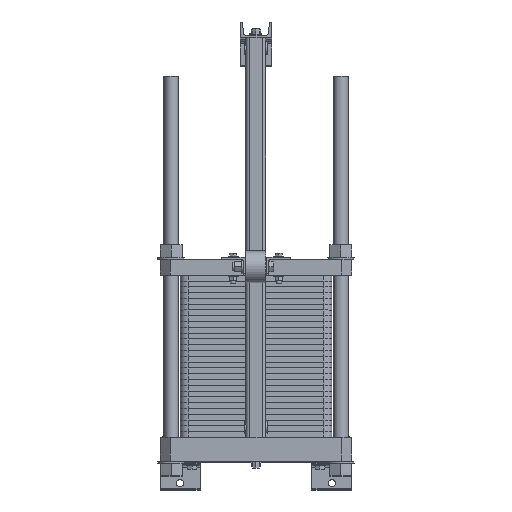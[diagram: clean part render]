
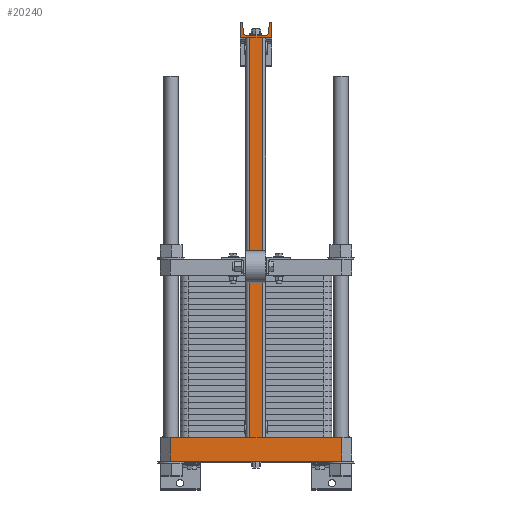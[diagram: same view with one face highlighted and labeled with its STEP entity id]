
A CAD part, top view. The second image highlights one B-rep face of the part: STEP entity #20240.
In plain terms, the highlighted planar face has unit normal (0, 0, 1).
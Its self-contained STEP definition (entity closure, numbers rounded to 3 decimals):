
#2835=LINE('',#30476,#5097);
#2836=LINE('',#30496,#5098);
#2837=LINE('',#30498,#5099);
#2838=LINE('',#30500,#5100);
#2839=LINE('',#30502,#5101);
#2840=LINE('',#30504,#5102);
#2841=LINE('',#30506,#5103);
#2842=LINE('',#30508,#5104);
#2843=LINE('',#30510,#5105);
#2844=LINE('',#30512,#5106);
#2845=LINE('',#30516,#5107);
#2846=LINE('',#30520,#5108);
#2847=LINE('',#30524,#5109);
#2848=LINE('',#30528,#5110);
#2849=LINE('',#30530,#5111);
#2850=LINE('',#30531,#5112);
#5097=VECTOR('',#23597,1.);
#5098=VECTOR('',#23602,10.);
#5099=VECTOR('',#23603,10.);
#5100=VECTOR('',#23604,10.);
#5101=VECTOR('',#23605,10.);
#5102=VECTOR('',#23606,10.);
#5103=VECTOR('',#23607,10.);
#5104=VECTOR('',#23608,10.);
#5105=VECTOR('',#23609,10.);
#5106=VECTOR('',#23610,10.);
#5107=VECTOR('',#23613,10.);
#5108=VECTOR('',#23616,10.);
#5109=VECTOR('',#23619,10.);
#5110=VECTOR('',#23622,10.);
#5111=VECTOR('',#23623,10.);
#5112=VECTOR('',#23624,10.);
#7321=PLANE('',#21260);
#8317=FACE_OUTER_BOUND('',#9279,.T.);
#9279=EDGE_LOOP('',(#15690,#15691,#15692,#15693,#15694,#15695,#15696,#15697,
#15698,#15699,#15700,#15701,#15702,#15703,#15704,#15705,#15706,#15707,#15708,
#15709));
#10544=CIRCLE('',#21261,4.);
#10545=CIRCLE('',#21262,8.);
#10546=CIRCLE('',#21263,8.);
#10547=CIRCLE('',#21264,4.);
#11848=VERTEX_POINT('',#30473);
#11849=VERTEX_POINT('',#30475);
#11850=VERTEX_POINT('',#30495);
#11851=VERTEX_POINT('',#30497);
#11852=VERTEX_POINT('',#30499);
#11853=VERTEX_POINT('',#30501);
#11854=VERTEX_POINT('',#30503);
#11855=VERTEX_POINT('',#30505);
#11856=VERTEX_POINT('',#30507);
#11857=VERTEX_POINT('',#30509);
#11858=VERTEX_POINT('',#30511);
#11859=VERTEX_POINT('',#30513);
#11860=VERTEX_POINT('',#30515);
#11861=VERTEX_POINT('',#30517);
#11862=VERTEX_POINT('',#30519);
#11863=VERTEX_POINT('',#30521);
#11864=VERTEX_POINT('',#30523);
#11865=VERTEX_POINT('',#30525);
#11866=VERTEX_POINT('',#30527);
#11867=VERTEX_POINT('',#30529);
#13403=EDGE_CURVE('',#11849,#11848,#2835,.T.);
#13406=EDGE_CURVE('',#11848,#11850,#2836,.T.);
#13407=EDGE_CURVE('',#11850,#11851,#2837,.T.);
#13408=EDGE_CURVE('',#11852,#11851,#2838,.T.);
#13409=EDGE_CURVE('',#11853,#11852,#2839,.T.);
#13410=EDGE_CURVE('',#11853,#11854,#2840,.T.);
#13411=EDGE_CURVE('',#11854,#11855,#2841,.T.);
#13412=EDGE_CURVE('',#11855,#11856,#2842,.T.);
#13413=EDGE_CURVE('',#11856,#11857,#2843,.T.);
#13414=EDGE_CURVE('',#11857,#11858,#2844,.T.);
#13415=EDGE_CURVE('',#11858,#11859,#10544,.T.);
#13416=EDGE_CURVE('',#11859,#11860,#2845,.T.);
#13417=EDGE_CURVE('',#11860,#11861,#10545,.T.);
#13418=EDGE_CURVE('',#11861,#11862,#2846,.T.);
#13419=EDGE_CURVE('',#11862,#11863,#10546,.T.);
#13420=EDGE_CURVE('',#11863,#11864,#2847,.T.);
#13421=EDGE_CURVE('',#11864,#11865,#10547,.T.);
#13422=EDGE_CURVE('',#11865,#11866,#2848,.T.);
#13423=EDGE_CURVE('',#11866,#11867,#2849,.T.);
#13424=EDGE_CURVE('',#11867,#11849,#2850,.T.);
#15690=ORIENTED_EDGE('',*,*,#13403,.T.);
#15691=ORIENTED_EDGE('',*,*,#13406,.T.);
#15692=ORIENTED_EDGE('',*,*,#13407,.T.);
#15693=ORIENTED_EDGE('',*,*,#13408,.F.);
#15694=ORIENTED_EDGE('',*,*,#13409,.F.);
#15695=ORIENTED_EDGE('',*,*,#13410,.T.);
#15696=ORIENTED_EDGE('',*,*,#13411,.T.);
#15697=ORIENTED_EDGE('',*,*,#13412,.T.);
#15698=ORIENTED_EDGE('',*,*,#13413,.T.);
#15699=ORIENTED_EDGE('',*,*,#13414,.T.);
#15700=ORIENTED_EDGE('',*,*,#13415,.T.);
#15701=ORIENTED_EDGE('',*,*,#13416,.T.);
#15702=ORIENTED_EDGE('',*,*,#13417,.T.);
#15703=ORIENTED_EDGE('',*,*,#13418,.T.);
#15704=ORIENTED_EDGE('',*,*,#13419,.T.);
#15705=ORIENTED_EDGE('',*,*,#13420,.T.);
#15706=ORIENTED_EDGE('',*,*,#13421,.T.);
#15707=ORIENTED_EDGE('',*,*,#13422,.T.);
#15708=ORIENTED_EDGE('',*,*,#13423,.T.);
#15709=ORIENTED_EDGE('',*,*,#13424,.T.);
#20240=ADVANCED_FACE('',(#8317),#7321,.T.);
#21260=AXIS2_PLACEMENT_3D('',#30494,#23600,#23601);
#21261=AXIS2_PLACEMENT_3D('',#30514,#23611,#23612);
#21262=AXIS2_PLACEMENT_3D('',#30518,#23614,#23615);
#21263=AXIS2_PLACEMENT_3D('',#30522,#23617,#23618);
#21264=AXIS2_PLACEMENT_3D('',#30526,#23620,#23621);
#23597=DIRECTION('',(0.,-1.,0.));
#23600=DIRECTION('center_axis',(0.,0.,
1.));
#23601=DIRECTION('ref_axis',(-1.,0.,0.));
#23602=DIRECTION('',(-1.,0.,0.));
#23603=DIRECTION('',(0.,-1.,0.));
#23604=DIRECTION('',(-1.,0.,0.));
#23605=DIRECTION('',(0.,-1.,0.));
#23606=DIRECTION('',(-1.,0.,0.));
#23607=DIRECTION('',(0.,1.,0.));
#23608=DIRECTION('',(1.,0.,0.));
#23609=DIRECTION('',(0.,1.,0.));
#23610=DIRECTION('',(-1.,0.,0.));
#23611=DIRECTION('center_axis',(0.,0.,1.));
#23612=DIRECTION('ref_axis',(0.,1.,0.));
#23613=DIRECTION('',(-0.091,-0.996,0.));
#23614=DIRECTION('center_axis',(0.,0.,-1.));
#23615=DIRECTION('ref_axis',(0.,1.,0.));
#23616=DIRECTION('',(-1.,0.,0.));
#23617=DIRECTION('center_axis',(0.,0.,-1.));
#23618=DIRECTION('ref_axis',(0.996,0.091,0.));
#23619=DIRECTION('',(-0.091,0.996,0.));
#23620=DIRECTION('center_axis',(0.,0.,1.));
#23621=DIRECTION('ref_axis',(0.996,0.091,0.));
#23622=DIRECTION('',(-1.,0.,0.));
#23623=DIRECTION('',(0.,-1.,0.));
#23624=DIRECTION('',(1.,0.,0.));
#30473=CARTESIAN_POINT('',(-16.2,0.,1111.));
#30475=CARTESIAN_POINT('',(-16.2,1000.,1111.));
#30476=CARTESIAN_POINT('',(-16.2,766.,1111.));
#30494=CARTESIAN_POINT('Origin',(215.,0.,
1111.));
#30495=CARTESIAN_POINT('',(-215.,0.,1111.));
#30496=CARTESIAN_POINT('',(215.,0.,1111.));
#30497=CARTESIAN_POINT('',(-215.,-60.,1111.));
#30498=CARTESIAN_POINT('',(-215.,0.,1111.));
#30499=CARTESIAN_POINT('',(215.,-60.,1111.));
#30500=CARTESIAN_POINT('',(215.,-60.,1111.));
#30501=CARTESIAN_POINT('',(215.,0.,1111.));
#30502=CARTESIAN_POINT('',(215.,0.,1111.));
#30503=CARTESIAN_POINT('',(16.2,0.,1111.));
#30504=CARTESIAN_POINT('',(215.,0.,1111.));
#30505=CARTESIAN_POINT('',(16.2,1000.,1111.));
#30506=CARTESIAN_POINT('',(16.2,0.,1111.));
#30507=CARTESIAN_POINT('',(40.,1000.,1111.));
#30508=CARTESIAN_POINT('',(-40.,1000.,1111.));
#30509=CARTESIAN_POINT('',(40.,1040.,1111.));
#30510=CARTESIAN_POINT('',(40.,1000.,1111.));
#30511=CARTESIAN_POINT('',(37.45,1040.,1111.));
#30512=CARTESIAN_POINT('',(40.,1040.,1111.));
#30513=CARTESIAN_POINT('',(33.466,1036.366,1111.));
#30514=CARTESIAN_POINT('Origin',(37.45,1036.,1111.));
#30515=CARTESIAN_POINT('',(31.347,1013.269,1111.));
#30516=CARTESIAN_POINT('',(33.466,1036.366,1111.));
#30517=CARTESIAN_POINT('',(23.381,1006.,1111.));
#30518=CARTESIAN_POINT('Origin',(23.381,1014.,1111.));
#30519=CARTESIAN_POINT('',(-23.381,1006.,1111.));
#30520=CARTESIAN_POINT('',(23.381,1006.,1111.));
#30521=CARTESIAN_POINT('',(-31.347,1013.269,1111.));
#30522=CARTESIAN_POINT('Origin',(-23.381,1014.,1111.));
#30523=CARTESIAN_POINT('',(-33.466,1036.366,1111.));
#30524=CARTESIAN_POINT('',(-31.347,1013.269,1111.));
#30525=CARTESIAN_POINT('',(-37.45,1040.,1111.));
#30526=CARTESIAN_POINT('Origin',(-37.45,1036.,1111.));
#30527=CARTESIAN_POINT('',(-40.,1040.,1111.));
#30528=CARTESIAN_POINT('',(-37.45,1040.,1111.));
#30529=CARTESIAN_POINT('',(-40.,1000.,1111.));
#30530=CARTESIAN_POINT('',(-40.,1040.,1111.));
#30531=CARTESIAN_POINT('',(-40.,1000.,1111.));
